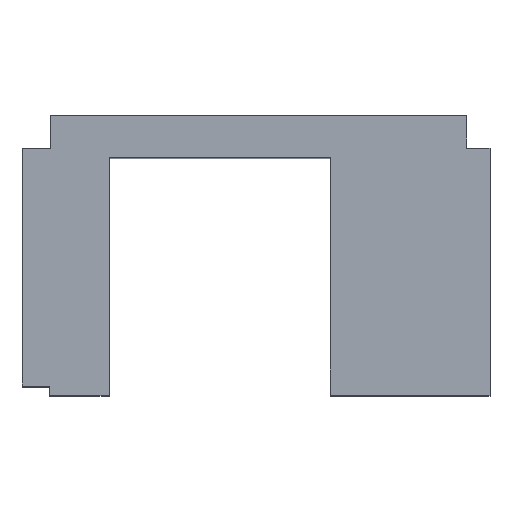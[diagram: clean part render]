
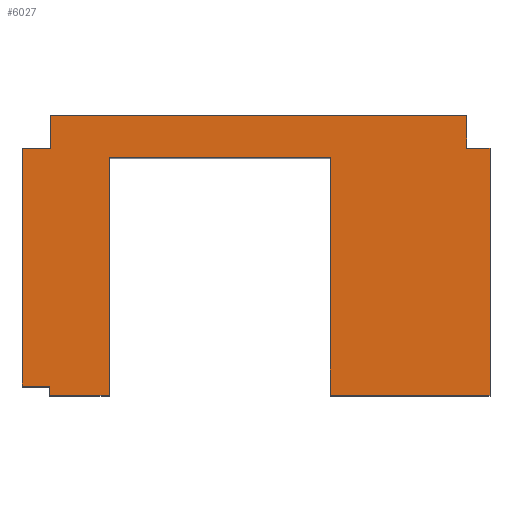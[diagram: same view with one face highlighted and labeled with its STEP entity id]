
A CAD part, top view. The second image highlights one B-rep face of the part: STEP entity #6027.
In plain terms, the highlighted planar face has unit normal (0, 0, 1).
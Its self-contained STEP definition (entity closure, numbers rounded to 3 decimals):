
#442=FACE_OUTER_BOUND('',#793,.T.);
#793=EDGE_LOOP('',(#4243,#4244,#4245,#4246,#4247,#4248,#4249,#4250,#4251,
#4252,#4253,#4254,#4255,#4256));
#1129=LINE('',#7910,#1794);
#1275=LINE('',#8596,#1940);
#1281=LINE('',#8609,#1946);
#1285=LINE('',#8618,#1950);
#1287=LINE('',#8622,#1952);
#1290=LINE('',#8628,#1955);
#1291=LINE('',#8629,#1956);
#1292=LINE('',#8631,#1957);
#1293=LINE('',#8633,#1958);
#1294=LINE('',#8634,#1959);
#1295=LINE('',#8636,#1960);
#1296=LINE('',#8637,#1961);
#1297=LINE('',#8639,#1962);
#1298=LINE('',#8640,#1963);
#1794=VECTOR('',#6659,1000.);
#1940=VECTOR('',#6867,1000.);
#1946=VECTOR('',#6875,1000.);
#1950=VECTOR('',#6881,1000.);
#1952=VECTOR('',#6885,1000.);
#1955=VECTOR('',#6890,1000.);
#1956=VECTOR('',#6891,1000.);
#1957=VECTOR('',#6892,1000.);
#1958=VECTOR('',#6893,1000.);
#1959=VECTOR('',#6894,1000.);
#1960=VECTOR('',#6895,1000.);
#1961=VECTOR('',#6896,1000.);
#1962=VECTOR('',#6897,1000.);
#1963=VECTOR('',#6898,1000.);
#2459=VERTEX_POINT('',#7908);
#2460=VERTEX_POINT('',#7909);
#2702=VERTEX_POINT('',#8594);
#2703=VERTEX_POINT('',#8595);
#2708=VERTEX_POINT('',#8606);
#2709=VERTEX_POINT('',#8608);
#2712=VERTEX_POINT('',#8615);
#2713=VERTEX_POINT('',#8617);
#2714=VERTEX_POINT('',#8621);
#2716=VERTEX_POINT('',#8627);
#2717=VERTEX_POINT('',#8630);
#2718=VERTEX_POINT('',#8632);
#2719=VERTEX_POINT('',#8635);
#2720=VERTEX_POINT('',#8638);
#3069=EDGE_CURVE('',#2459,#2460,#1129,.T.);
#3312=EDGE_CURVE('',#2702,#2703,#1275,.T.);
#3318=EDGE_CURVE('',#2709,#2708,#1281,.T.);
#3322=EDGE_CURVE('',#2713,#2712,#1285,.T.);
#3324=EDGE_CURVE('',#2714,#2709,#1287,.T.);
#3327=EDGE_CURVE('',#2716,#2712,#1290,.T.);
#3328=EDGE_CURVE('',#2702,#2716,#1291,.T.);
#3329=EDGE_CURVE('',#2717,#2703,#1292,.T.);
#3330=EDGE_CURVE('',#2718,#2717,#1293,.T.);
#3331=EDGE_CURVE('',#2714,#2718,#1294,.T.);
#3332=EDGE_CURVE('',#2719,#2708,#1295,.T.);
#3333=EDGE_CURVE('',#2459,#2719,#1296,.T.);
#3334=EDGE_CURVE('',#2720,#2460,#1297,.T.);
#3335=EDGE_CURVE('',#2713,#2720,#1298,.T.);
#4243=ORIENTED_EDGE('',*,*,#3327,.F.);
#4244=ORIENTED_EDGE('',*,*,#3328,.F.);
#4245=ORIENTED_EDGE('',*,*,#3312,.T.);
#4246=ORIENTED_EDGE('',*,*,#3329,.F.);
#4247=ORIENTED_EDGE('',*,*,#3330,.F.);
#4248=ORIENTED_EDGE('',*,*,#3331,.F.);
#4249=ORIENTED_EDGE('',*,*,#3324,.T.);
#4250=ORIENTED_EDGE('',*,*,#3318,.T.);
#4251=ORIENTED_EDGE('',*,*,#3332,.F.);
#4252=ORIENTED_EDGE('',*,*,#3333,.F.);
#4253=ORIENTED_EDGE('',*,*,#3069,.T.);
#4254=ORIENTED_EDGE('',*,*,#3334,.F.);
#4255=ORIENTED_EDGE('',*,*,#3335,.F.);
#4256=ORIENTED_EDGE('',*,*,#3322,.T.);
#5819=PLANE('',#6398);
#6027=ADVANCED_FACE('',(#442),#5819,.T.);
#6398=AXIS2_PLACEMENT_3D('',#8626,#6888,#6889);
#6659=DIRECTION('',(-1.,0.,0.));
#6867=DIRECTION('',(1.,0.,0.));
#6875=DIRECTION('',(0.,1.,0.));
#6881=DIRECTION('',(0.,-1.,0.));
#6885=DIRECTION('',(1.,0.,0.));
#6888=DIRECTION('center_axis',(0.,0.,1.));
#6889=DIRECTION('ref_axis',(1.,0.,0.));
#6890=DIRECTION('',(-1.,0.,0.));
#6891=DIRECTION('',(0.,1.,0.));
#6892=DIRECTION('',(0.,-1.,0.));
#6893=DIRECTION('',(-1.,0.,0.));
#6894=DIRECTION('',(0.,1.,0.));
#6895=DIRECTION('',(1.,0.,0.));
#6896=DIRECTION('',(0.,-1.,0.));
#6897=DIRECTION('',(0.,1.,0.));
#6898=DIRECTION('',(1.,0.,0.));
#7908=CARTESIAN_POINT('',(11.603,7.7,43.688));
#7909=CARTESIAN_POINT('',(-11.303,7.7,43.688));
#7910=CARTESIAN_POINT('',(-12.891,7.7,43.688));
#8594=CARTESIAN_POINT('',(-11.391,-7.7,43.688));
#8595=CARTESIAN_POINT('',(-8.091,-7.7,43.688));
#8596=CARTESIAN_POINT('',(-12.891,-7.7,43.688));
#8606=CARTESIAN_POINT('',(12.891,5.9,43.688));
#8608=CARTESIAN_POINT('',(12.891,-7.7,43.688));
#8609=CARTESIAN_POINT('',(12.891,7.7,43.688));
#8615=CARTESIAN_POINT('',(-12.891,-7.2,43.688));
#8617=CARTESIAN_POINT('',(-12.891,5.9,43.688));
#8618=CARTESIAN_POINT('',(-12.891,7.7,43.688));
#8621=CARTESIAN_POINT('',(4.091,-7.7,43.688));
#8622=CARTESIAN_POINT('',(-12.891,-7.7,43.688));
#8626=CARTESIAN_POINT('Origin',(0.,0.,43.688));
#8627=CARTESIAN_POINT('',(-11.391,-7.2,43.688));
#8628=CARTESIAN_POINT('',(-12.891,-7.2,43.688));
#8629=CARTESIAN_POINT('',(-11.391,-7.7,43.688));
#8630=CARTESIAN_POINT('',(-8.091,5.4,43.688));
#8631=CARTESIAN_POINT('',(-8.091,-7.7,43.688));
#8632=CARTESIAN_POINT('',(4.091,5.4,43.688));
#8633=CARTESIAN_POINT('',(-8.091,5.4,43.688));
#8634=CARTESIAN_POINT('',(4.091,-7.7,43.688));
#8635=CARTESIAN_POINT('',(11.603,5.9,43.688));
#8636=CARTESIAN_POINT('',(12.891,5.9,43.688));
#8637=CARTESIAN_POINT('',(11.603,7.7,43.688));
#8638=CARTESIAN_POINT('',(-11.303,5.9,43.688));
#8639=CARTESIAN_POINT('',(-11.303,7.7,43.688));
#8640=CARTESIAN_POINT('',(-12.891,5.9,43.688));
